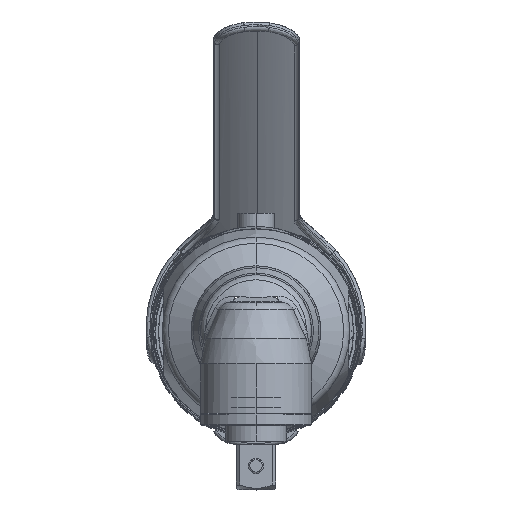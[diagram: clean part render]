
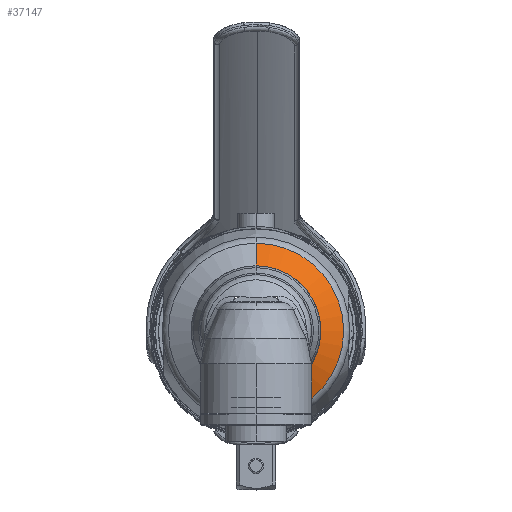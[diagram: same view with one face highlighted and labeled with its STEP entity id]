
A CAD part, top view. The second image highlights one B-rep face of the part: STEP entity #37147.
In plain terms, the highlighted conical face has half-angle 60 degrees and reference radius 12.352 mm.
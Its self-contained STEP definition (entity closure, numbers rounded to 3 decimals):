
#36537=DIRECTION('',(0.,-0.866,0.5));
#36538=VECTOR('',#36537,4.277);
#36539=CARTESIAN_POINT('',(0.,14.204,97.911));
#36540=LINE('',#36539,#36538);
#36541=CARTESIAN_POINT('',(0.,0.,97.911));
#36542=DIRECTION('',(0.,0.,-1.));
#36543=DIRECTION('',(0.,1.,0.));
#36544=AXIS2_PLACEMENT_3D('',#36541,#36542,#36543);
#36546=DIRECTION('',(0.,0.866,0.5));
#36547=VECTOR('',#36546,4.277);
#36548=CARTESIAN_POINT('',(0.,-14.204,97.911));
#36549=LINE('',#36548,#36547);
#36576=CARTESIAN_POINT('',(0.,0.,100.05));
#36577=DIRECTION('',(0.,0.,-1.));
#36578=DIRECTION('',(0.,1.,0.));
#36579=AXIS2_PLACEMENT_3D('',#36576,#36577,#36578);
#36654=CARTESIAN_POINT('',(0.,14.204,97.911));
#36656=VERTEX_POINT('',#36654);
#36657=CARTESIAN_POINT('',(0.,10.5,100.05));
#36658=VERTEX_POINT('',#36657);
#36668=CARTESIAN_POINT('',(0.,-14.204,97.911));
#36670=VERTEX_POINT('',#36668);
#36671=CARTESIAN_POINT('',(0.,-10.5,100.05));
#36672=VERTEX_POINT('',#36671);
#37135=CARTESIAN_POINT('',(0.,0.,98.981));
#37136=DIRECTION('',(0.,0.,-1.));
#37137=DIRECTION('',(0.,-1.,0.));
#37138=AXIS2_PLACEMENT_3D('',#37135,#37136,#37137);
#37139=CONICAL_SURFACE('',#37138,12.352,60.);
#37140=ORIENTED_EDGE('',*,*,#36909,.F.);
#37141=ORIENTED_EDGE('',*,*,#37118,.T.);
#37142=ORIENTED_EDGE('',*,*,#36913,.T.);
#37144=ORIENTED_EDGE('',*,*,#37143,.F.);
#37145=EDGE_LOOP('',(#37140,#37141,#37142,#37144));
#37146=FACE_OUTER_BOUND('',#37145,.F.);
#37147=ADVANCED_FACE('',(#37146),#37139,.T.);
#36545=CIRCLE('',#36544,14.204);
#36580=CIRCLE('',#36579,10.5);
#36909=EDGE_CURVE('',#36656,#36658,#36540,.T.);
#36913=EDGE_CURVE('',#36670,#36672,#36549,.T.);
#37118=EDGE_CURVE('',#36656,#36670,#36545,.T.);
#37143=EDGE_CURVE('',#36658,#36672,#36580,.T.);
